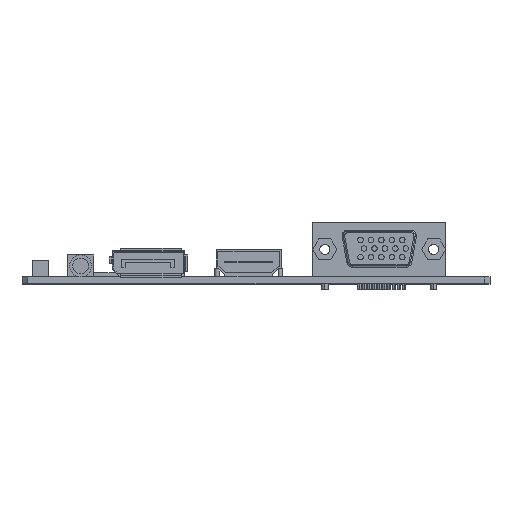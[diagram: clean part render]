
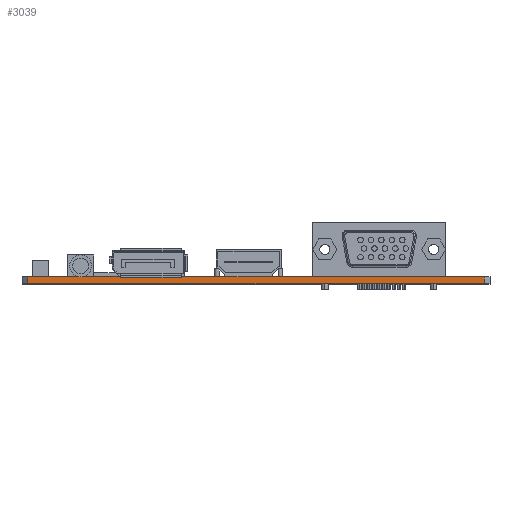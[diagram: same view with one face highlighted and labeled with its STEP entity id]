
A CAD part, top view. The second image highlights one B-rep face of the part: STEP entity #3039.
In plain terms, the highlighted planar face has unit normal (0, 0, 1).
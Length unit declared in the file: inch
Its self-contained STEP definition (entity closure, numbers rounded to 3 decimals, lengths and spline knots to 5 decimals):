
#163 = EDGE_CURVE ( 'NONE', #9267, #3648, #3080, .T. ) ;
#281 = EDGE_LOOP ( 'NONE', ( #4581, #5194, #7599, #2929 ) ) ;
#349 = LINE ( 'NONE', #5385, #8124 ) ;
#460 = VECTOR ( 'NONE', #937, 39.37008 ) ;
#673 = LINE ( 'NONE', #4459, #3469 ) ;
#937 = DIRECTION ( 'NONE',  ( 0., 1., 0. ) ) ;
#1796 = AXIS2_PLACEMENT_3D ( 'NONE', #7754, #1810, #4058 ) ;
#1810 = DIRECTION ( 'NONE',  ( 0., 0., -1. ) ) ;
#1884 = CARTESIAN_POINT ( 'NONE',  ( -2.11496, 0.0625, 1.80256 ) ) ;
#2838 = CARTESIAN_POINT ( 'NONE',  ( 2.06496, 0., 1.80256 ) ) ;
#2929 = ORIENTED_EDGE ( 'NONE', *, *, #163, .T. ) ;
#2942 = CARTESIAN_POINT ( 'NONE',  ( -2.06496, 0., 1.80256 ) ) ;
#3029 = CARTESIAN_POINT ( 'NONE',  ( 2.06496, 0.0625, 1.80256 ) ) ;
#3039 = ADVANCED_FACE ( 'NONE', ( #4156 ), #9215, .F. ) ;
#3080 = LINE ( 'NONE', #3029, #460 ) ;
#3469 = VECTOR ( 'NONE', #6563, 39.37008 ) ;
#3542 = CARTESIAN_POINT ( 'NONE',  ( 2.06496, 0.0625, 1.80256 ) ) ;
#3648 = VERTEX_POINT ( 'NONE', #3542 ) ;
#3888 = DIRECTION ( 'NONE',  ( 1., 0., 0. ) ) ;
#4058 = DIRECTION ( 'NONE',  ( -1., 0., 0. ) ) ;
#4156 = FACE_OUTER_BOUND ( 'NONE', #281, .T. ) ;
#4459 = CARTESIAN_POINT ( 'NONE',  ( -2.06496, 0.0625, 1.80256 ) ) ;
#4581 = ORIENTED_EDGE ( 'NONE', *, *, #5373, .F. ) ;
#5194 = ORIENTED_EDGE ( 'NONE', *, *, #8350, .T. ) ;
#5373 = EDGE_CURVE ( 'NONE', #7727, #3648, #8460, .T. ) ;
#5385 = CARTESIAN_POINT ( 'NONE',  ( -2.11496, 0., 1.80256 ) ) ;
#5501 = CARTESIAN_POINT ( 'NONE',  ( -2.06496, 0.0625, 1.80256 ) ) ;
#6172 = EDGE_CURVE ( 'NONE', #6313, #9267, #349, .T. ) ;
#6313 = VERTEX_POINT ( 'NONE', #2942 ) ;
#6563 = DIRECTION ( 'NONE',  ( 0., -1., 0. ) ) ;
#7599 = ORIENTED_EDGE ( 'NONE', *, *, #6172, .T. ) ;
#7727 = VERTEX_POINT ( 'NONE', #5501 ) ;
#7754 = CARTESIAN_POINT ( 'NONE',  ( -2.11496, 0.0625, 1.80256 ) ) ;
#8124 = VECTOR ( 'NONE', #3888, 39.37008 ) ;
#8313 = DIRECTION ( 'NONE',  ( 1., 0., 0. ) ) ;
#8350 = EDGE_CURVE ( 'NONE', #7727, #6313, #673, .T. ) ;
#8364 = VECTOR ( 'NONE', #8313, 39.37008 ) ;
#8460 = LINE ( 'NONE', #1884, #8364 ) ;
#9215 = PLANE ( 'NONE',  #1796 ) ;
#9267 = VERTEX_POINT ( 'NONE', #2838 ) ;
